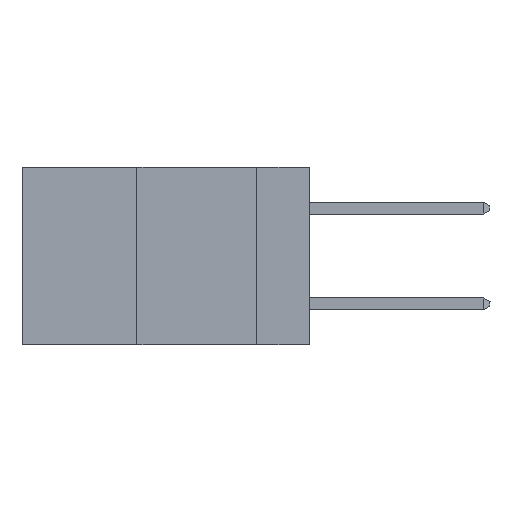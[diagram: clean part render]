
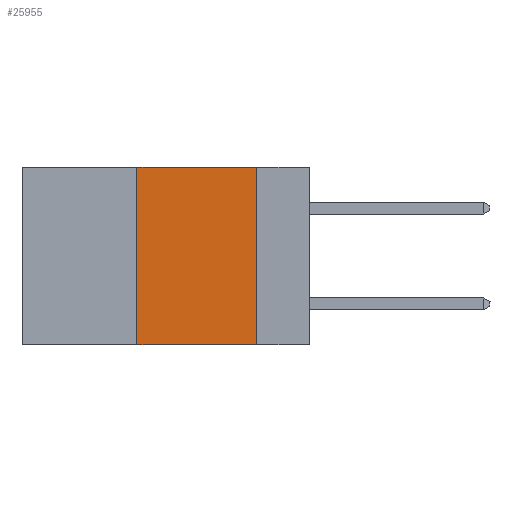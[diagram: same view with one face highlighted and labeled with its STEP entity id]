
A CAD part, left-side view. The second image highlights one B-rep face of the part: STEP entity #25955.
In plain terms, the highlighted planar face has unit normal (-1, 0, 0).
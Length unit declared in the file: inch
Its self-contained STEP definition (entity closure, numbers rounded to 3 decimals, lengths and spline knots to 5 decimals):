
#232 = EDGE_CURVE ( 'NONE', #29851, #6608, #3266, .T. ) ;
#2845 = LINE ( 'NONE', #16016, #12924 ) ;
#3266 = LINE ( 'NONE', #29603, #41578 ) ;
#3330 = CARTESIAN_POINT ( 'NONE',  ( 0., 0.11, -0.37 ) ) ;
#6544 = LINE ( 'NONE', #26611, #9945 ) ;
#6608 = VERTEX_POINT ( 'NONE', #3330 ) ;
#7455 = CARTESIAN_POINT ( 'NONE',  ( 0., 0.11, 0. ) ) ;
#9027 = VERTEX_POINT ( 'NONE', #13224 ) ;
#9945 = VECTOR ( 'NONE', #39783, 39.37008 ) ;
#11304 = DIRECTION ( 'NONE',  ( 0., 0., -1. ) ) ;
#12924 = VECTOR ( 'NONE', #42147, 39.37008 ) ;
#13224 = CARTESIAN_POINT ( 'NONE',  ( 0., 0.36, 0. ) ) ;
#14164 = CARTESIAN_POINT ( 'NONE',  ( 0., 0.6, 0. ) ) ;
#14273 = EDGE_LOOP ( 'NONE', ( #31270, #39449, #21046, #29455 ) ) ;
#14280 = DIRECTION ( 'NONE',  ( 0., -1., 0. ) ) ;
#14979 = VECTOR ( 'NONE', #40286, 39.37008 ) ;
#15395 = LINE ( 'NONE', #14164, #14979 ) ;
#16016 = CARTESIAN_POINT ( 'NONE',  ( 0., 0.36, 0. ) ) ;
#19521 = AXIS2_PLACEMENT_3D ( 'NONE', #38055, #21216, #11304 ) ;
#21007 = PLANE ( 'NONE',  #19521 ) ;
#21046 = ORIENTED_EDGE ( 'NONE', *, *, #42255, .F. ) ;
#21216 = DIRECTION ( 'NONE',  ( 1., 0., 0. ) ) ;
#24665 = FACE_OUTER_BOUND ( 'NONE', #14273, .T. ) ;
#25955 = ADVANCED_FACE ( 'NONE', ( #24665 ), #21007, .F. ) ;
#26611 = CARTESIAN_POINT ( 'NONE',  ( 0., 0.11, 0. ) ) ;
#29455 = ORIENTED_EDGE ( 'NONE', *, *, #232, .T. ) ;
#29603 = CARTESIAN_POINT ( 'NONE',  ( 0., 0.6, -0.37 ) ) ;
#29851 = VERTEX_POINT ( 'NONE', #30595 ) ;
#29925 = EDGE_CURVE ( 'NONE', #9027, #42140, #15395, .T. ) ;
#30595 = CARTESIAN_POINT ( 'NONE',  ( 0., 0.36, -0.37 ) ) ;
#31270 = ORIENTED_EDGE ( 'NONE', *, *, #36963, .F. ) ;
#36963 = EDGE_CURVE ( 'NONE', #42140, #6608, #6544, .T. ) ;
#38055 = CARTESIAN_POINT ( 'NONE',  ( 0., 0.6, 0. ) ) ;
#39449 = ORIENTED_EDGE ( 'NONE', *, *, #29925, .F. ) ;
#39783 = DIRECTION ( 'NONE',  ( 0., 0., -1. ) ) ;
#40286 = DIRECTION ( 'NONE',  ( 0., -1., 0. ) ) ;
#41578 = VECTOR ( 'NONE', #14280, 39.37008 ) ;
#42140 = VERTEX_POINT ( 'NONE', #7455 ) ;
#42147 = DIRECTION ( 'NONE',  ( 0., 0., 1. ) ) ;
#42255 = EDGE_CURVE ( 'NONE', #29851, #9027, #2845, .T. ) ;
